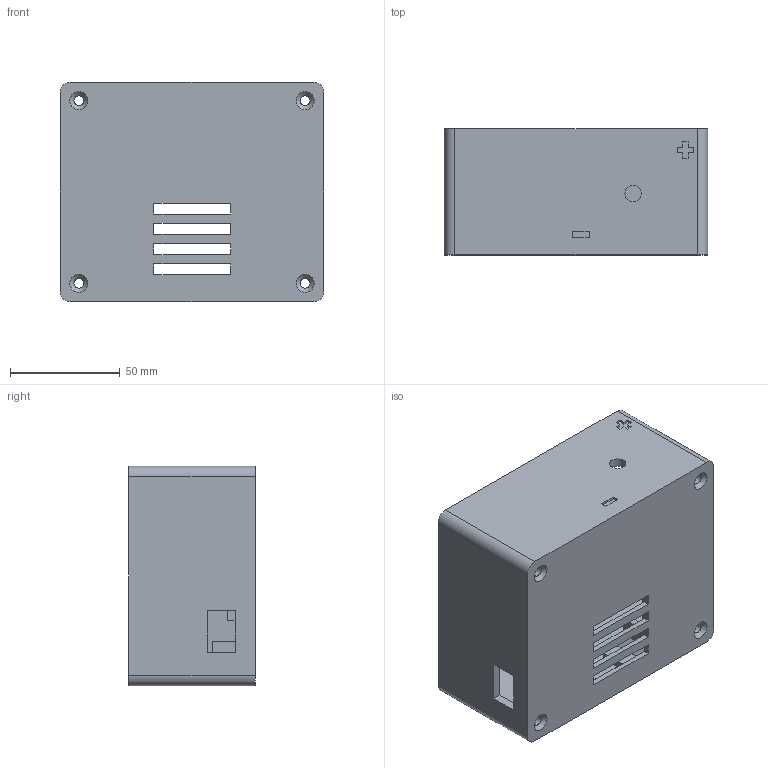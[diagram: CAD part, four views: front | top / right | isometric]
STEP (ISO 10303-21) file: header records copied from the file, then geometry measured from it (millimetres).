
FILE_DESCRIPTION(/* description */ (''),/* implementation_level */ '2;1');
FILE_NAME(/* name */ 'shaker enclosure.step',/* time_stamp */ '2021-12-03T11:11:20-05:00',/* author */ (''),/* organization */ (''),/* preprocessor_version */ 'ST-DEVELOPER v18.1',/* originating_system */ 'Autodesk Translation Framework v10.10.0.1391',/* authorisation */ '');
FILE_SCHEMA (('AUTOMOTIVE_DESIGN { 1 0 10303 214 3 1 1 }'));
Length unit declared in the file: millimetre
Products named in the file (1): shakerHolderFusion
Bounding box: 120 x 57.5 x 100 mm (x, y, z)
Volume: 124017.5 mm3; surface area: 75044.1 mm2
Topology: 1 solids, 1 shells, 154 faces, 409 edges, 271 vertices
Faces by surface type: plane 122, cylinder 28, cone 4
Full cylindrical faces by diameter (mm): 1.8 x4, 4.5 x8, 7.5 x1, 10.2 x1
Entity records: 4803 total; most frequent: CARTESIAN_POINT 835, ORIENTED_EDGE 818, DIRECTION 783, EDGE_CURVE 409, LINE 345, VECTOR 345, VERTEX_POINT 271, AXIS2_PLACEMENT_3D 219
